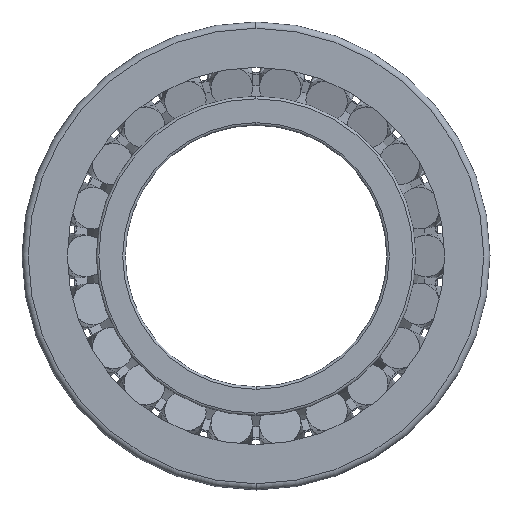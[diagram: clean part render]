
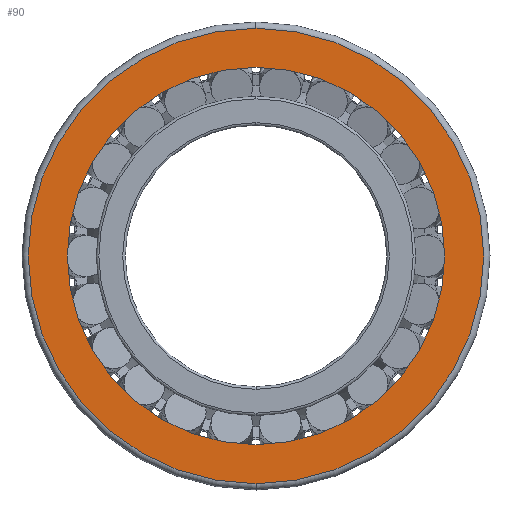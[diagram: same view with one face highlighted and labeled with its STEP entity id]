
A CAD part, left-side view. The second image highlights one B-rep face of the part: STEP entity #90.
In plain terms, the highlighted planar face has unit normal (-1, 0, 0).
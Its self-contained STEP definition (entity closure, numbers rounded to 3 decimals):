
#90=ADVANCED_FACE('',(#290,#291),#292,.T.);
#290=FACE_OUTER_BOUND('',#674,.T.);
#291=FACE_BOUND('',#675,.T.);
#292=PLANE('',#676);
#674=EDGE_LOOP('',(#1226,#1227,#1228));
#675=EDGE_LOOP('',(#1229,#1230));
#676=AXIS2_PLACEMENT_3D('',#1231,#1232,#1233);
#1226=ORIENTED_EDGE('',*,*,#2280,.F.);
#1227=ORIENTED_EDGE('',*,*,#2279,.F.);
#1228=ORIENTED_EDGE('',*,*,#2290,.F.);
#1229=ORIENTED_EDGE('',*,*,#2289,.T.);
#1230=ORIENTED_EDGE('',*,*,#2284,.T.);
#1231=CARTESIAN_POINT('',(0.0,75.632,0.0));
#1232=DIRECTION('',(-1.0,-0.0,0.0));
#1233=DIRECTION('',(0.0,-1.0,-0.0));
#2279=EDGE_CURVE('',#2678,#2681,#2682,.T.);
#2280=EDGE_CURVE('',#2681,#2683,#2684,.T.);
#2284=EDGE_CURVE('',#2690,#2687,#2691,.T.);
#2289=EDGE_CURVE('',#2687,#2690,#2697,.T.);
#2290=EDGE_CURVE('',#2683,#2678,#2698,.T.);
#2678=VERTEX_POINT('',#3280);
#2681=VERTEX_POINT('',#3283);
#2682=CIRCLE('',#3284,82.725);
#2683=VERTEX_POINT('',#3285);
#2684=CIRCLE('',#3286,82.725);
#2687=VERTEX_POINT('',#3289);
#2690=VERTEX_POINT('',#3293);
#2691=CIRCLE('',#3294,68.54);
#2697=CIRCLE('',#3301,68.54);
#2698=CIRCLE('',#3302,82.725);
#3280=CARTESIAN_POINT('',(0.0,0.,-82.725));
#3283=CARTESIAN_POINT('',(0.0,82.725,0.0));
#3284=AXIS2_PLACEMENT_3D('',#5649,#5650,#5651);
#3285=CARTESIAN_POINT('',(0.0,0.,82.725));
#3286=AXIS2_PLACEMENT_3D('',#5652,#5653,#5654);
#3289=CARTESIAN_POINT('',(0.0,68.54,0.0));
#3293=CARTESIAN_POINT('',(0.0,-68.54,0.));
#3294=AXIS2_PLACEMENT_3D('',#5662,#5663,#5664);
#3301=AXIS2_PLACEMENT_3D('',#5675,#5676,#5677);
#3302=AXIS2_PLACEMENT_3D('',#5678,#5679,#5680);
#5649=CARTESIAN_POINT('',(0.0,0.0,0.0));
#5650=DIRECTION('',(1.0,0.0,0.0));
#5651=DIRECTION('',(0.0,1.0,0.0));
#5652=CARTESIAN_POINT('',(0.0,0.0,0.0));
#5653=DIRECTION('',(1.0,0.0,0.0));
#5654=DIRECTION('',(0.0,1.0,0.0));
#5662=CARTESIAN_POINT('',(0.0,0.0,0.0));
#5663=DIRECTION('',(1.0,0.0,0.0));
#5664=DIRECTION('',(0.0,1.0,0.0));
#5675=CARTESIAN_POINT('',(0.0,0.0,0.0));
#5676=DIRECTION('',(1.0,0.0,0.0));
#5677=DIRECTION('',(0.0,1.0,0.0));
#5678=CARTESIAN_POINT('',(0.0,0.0,0.0));
#5679=DIRECTION('',(1.0,0.0,0.0));
#5680=DIRECTION('',(0.0,1.0,0.0));
